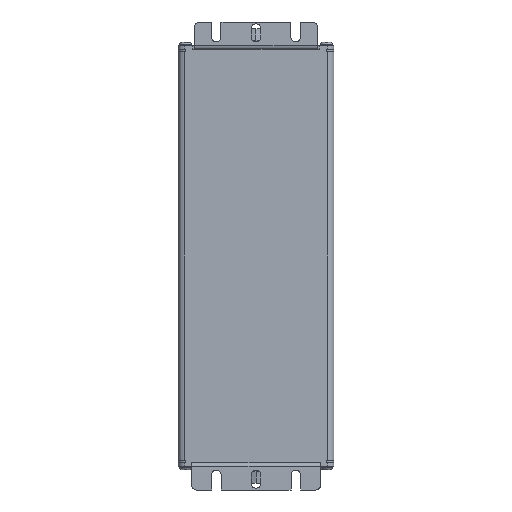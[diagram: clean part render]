
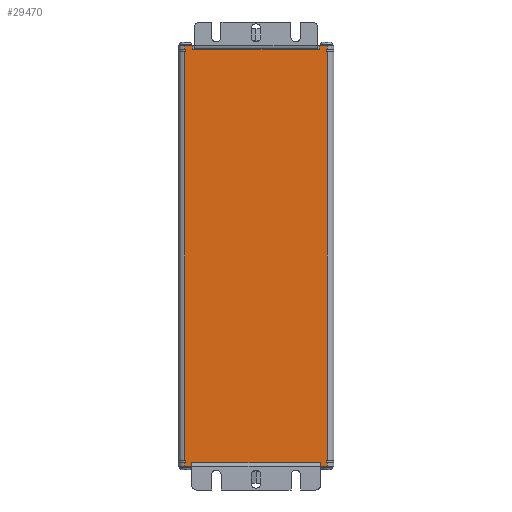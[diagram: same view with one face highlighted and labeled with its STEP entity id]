
A CAD part, front view. The second image highlights one B-rep face of the part: STEP entity #29470.
In plain terms, the highlighted planar face has unit normal (0, -1, 0).
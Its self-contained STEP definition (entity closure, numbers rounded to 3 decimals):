
#27030=CARTESIAN_POINT('',(31.3,-17.959,-90.));
#27040=DIRECTION('',(0.,0.,1.));
#27050=VECTOR('',#27040,1.);
#27060=LINE('',#27030,#27050);
#27070=CARTESIAN_POINT('',(31.3,-17.959,-90.));
#27080=VERTEX_POINT('',#27070);
#27090=CARTESIAN_POINT('',(31.3,-17.959,90.));
#27100=VERTEX_POINT('',#27090);
#27110=EDGE_CURVE('',#27080,#27100,#27060,.T.);
#27310=CARTESIAN_POINT('',(0.,-17.959,-90.));
#27320=DIRECTION('',(0.,-1.,0.));
#27330=DIRECTION('',(1.,0.,0.));
#27340=AXIS2_PLACEMENT_3D('',#27310,#27320,#27330);
#27350=PLANE('',#27340);
#27360=CARTESIAN_POINT('',(-31.3,-17.959,90.));
#27370=DIRECTION('',(0.,0.,-1.));
#27380=VECTOR('',#27370,1.);
#27390=LINE('',#27360,#27380);
#27400=CARTESIAN_POINT('',(-31.3,-17.959,90.));
#27410=VERTEX_POINT('',#27400);
#27420=CARTESIAN_POINT('',(-31.3,-17.959,-90.));
#27430=VERTEX_POINT('',#27420);
#27440=EDGE_CURVE('',#27410,#27430,#27390,.T.);
#27450=ORIENTED_EDGE('',*,*,#27440,.T.);
#27460=CARTESIAN_POINT('',(0.,-17.959,90.));
#27470=DIRECTION('',(-1.,0.,0.));
#27480=VECTOR('',#27470,1.);
#27490=LINE('',#27460,#27480);
#27500=CARTESIAN_POINT('',(-31.05,-17.959,90.));
#27510=VERTEX_POINT('',#27500);
#27520=EDGE_CURVE('',#27510,#27410,#27490,.T.);
#27530=ORIENTED_EDGE('',*,*,#27520,.T.);
#27540=CARTESIAN_POINT('',(-31.05,-17.959,91.));
#27550=DIRECTION('',(0.,0.,-1.));
#27560=VECTOR('',#27550,1.);
#27570=LINE('',#27540,#27560);
#27580=CARTESIAN_POINT('',(-31.05,-17.959,91.));
#27590=VERTEX_POINT('',#27580);
#27600=EDGE_CURVE('',#27590,#27510,#27570,.T.);
#27610=ORIENTED_EDGE('',*,*,#27600,.T.);
#27620=CARTESIAN_POINT('',(0.,-17.959,91.));
#27630=DIRECTION('',(1.,0.,0.));
#27640=VECTOR('',#27630,1.);
#27650=LINE('',#27620,#27640);
#27660=CARTESIAN_POINT('',(-31.314,-17.959,91.));
#27670=VERTEX_POINT('',#27660);
#27680=EDGE_CURVE('',#27670,#27590,#27650,.T.);
#27690=ORIENTED_EDGE('',*,*,#27680,.T.);
#27700=CARTESIAN_POINT('',(-31.314,-17.959,92.5));
#27710=DIRECTION('',(0.,0.,-1.));
#27720=VECTOR('',#27710,1.);
#27730=LINE('',#27700,#27720);
#27740=CARTESIAN_POINT('',(-31.314,-17.959,92.5));
#27750=VERTEX_POINT('',#27740);
#27760=EDGE_CURVE('',#27750,#27670,#27730,.T.);
#27770=ORIENTED_EDGE('',*,*,#27760,.T.);
#27780=CARTESIAN_POINT('',(-27.914,-17.959,92.5));
#27790=DIRECTION('',(-1.,0.,0.));
#27800=VECTOR('',#27790,1.);
#27810=LINE('',#27780,#27800);
#27820=CARTESIAN_POINT('',(-27.914,-17.959,92.5));
#27830=VERTEX_POINT('',#27820);
#27840=EDGE_CURVE('',#27830,#27750,#27810,.T.);
#27850=ORIENTED_EDGE('',*,*,#27840,.T.);
#27860=CARTESIAN_POINT('',(-27.914,-17.959,91.));
#27870=DIRECTION('',(0.,0.,1.));
#27880=VECTOR('',#27870,1.);
#27890=LINE('',#27860,#27880);
#27900=CARTESIAN_POINT('',(-27.914,-17.959,91.));
#27910=VERTEX_POINT('',#27900);
#27920=EDGE_CURVE('',#27910,#27830,#27890,.T.);
#27930=ORIENTED_EDGE('',*,*,#27920,.T.);
#27940=CARTESIAN_POINT('',(31.05,-17.959,91.));
#27950=DIRECTION('',(-1.,0.,0.));
#27960=VECTOR('',#27950,1.);
#27970=LINE('',#27940,#27960);
#27980=CARTESIAN_POINT('',(27.886,-17.959,91.));
#27990=VERTEX_POINT('',#27980);
#28000=EDGE_CURVE('',#27990,#27910,#27970,.T.);
#28010=ORIENTED_EDGE('',*,*,#28000,.T.);
#28020=CARTESIAN_POINT('',(27.886,-17.959,91.));
#28030=DIRECTION('',(0.,0.,1.));
#28040=VECTOR('',#28030,1.);
#28050=LINE('',#28020,#28040);
#28060=CARTESIAN_POINT('',(27.886,-17.959,92.5));
#28070=VERTEX_POINT('',#28060);
#28080=EDGE_CURVE('',#27990,#28070,#28050,.T.);
#28090=ORIENTED_EDGE('',*,*,#28080,.F.);
#28100=CARTESIAN_POINT('',(31.286,-17.959,92.5));
#28110=DIRECTION('',(-1.,0.,0.));
#28120=VECTOR('',#28110,1.);
#28130=LINE('',#28100,#28120);
#28140=CARTESIAN_POINT('',(31.286,-17.959,92.5));
#28150=VERTEX_POINT('',#28140);
#28160=EDGE_CURVE('',#28150,#28070,#28130,.T.);
#28170=ORIENTED_EDGE('',*,*,#28160,.T.);
#28180=CARTESIAN_POINT('',(31.286,-17.959,91.));
#28190=DIRECTION('',(0.,0.,1.));
#28200=VECTOR('',#28190,1.);
#28210=LINE('',#28180,#28200);
#28220=CARTESIAN_POINT('',(31.286,-17.959,91.));
#28230=VERTEX_POINT('',#28220);
#28240=EDGE_CURVE('',#28230,#28150,#28210,.T.);
#28250=ORIENTED_EDGE('',*,*,#28240,.T.);
#28260=CARTESIAN_POINT('',(0.,-17.959,91.));
#28270=DIRECTION('',(1.,0.,0.));
#28280=VECTOR('',#28270,1.);
#28290=LINE('',#28260,#28280);
#28300=CARTESIAN_POINT('',(31.05,-17.959,91.));
#28310=VERTEX_POINT('',#28300);
#28320=EDGE_CURVE('',#28310,#28230,#28290,.T.);
#28330=ORIENTED_EDGE('',*,*,#28320,.T.);
#28340=CARTESIAN_POINT('',(31.05,-17.959,90.));
#28350=DIRECTION('',(0.,0.,1.));
#28360=VECTOR('',#28350,1.);
#28370=LINE('',#28340,#28360);
#28380=CARTESIAN_POINT('',(31.05,-17.959,90.));
#28390=VERTEX_POINT('',#28380);
#28400=EDGE_CURVE('',#28390,#28310,#28370,.T.);
#28410=ORIENTED_EDGE('',*,*,#28400,.T.);
#28420=EDGE_CURVE('',#27100,#28390,#27490,.T.);
#28430=ORIENTED_EDGE('',*,*,#28420,.T.);
#28440=ORIENTED_EDGE('',*,*,#27110,.T.);
#28450=CARTESIAN_POINT('',(0.,-17.959,-90.));
#28460=DIRECTION('',(1.,0.,0.));
#28470=VECTOR('',#28460,1.);
#28480=LINE('',#28450,#28470);
#28490=CARTESIAN_POINT('',(31.05,-17.959,-90.));
#28500=VERTEX_POINT('',#28490);
#28510=EDGE_CURVE('',#28500,#27080,#28480,.T.);
#28520=ORIENTED_EDGE('',*,*,#28510,.T.);
#28530=CARTESIAN_POINT('',(31.05,-17.959,-91.));
#28540=DIRECTION('',(0.,0.,1.));
#28550=VECTOR('',#28540,1.);
#28560=LINE('',#28530,#28550);
#28570=CARTESIAN_POINT('',(31.05,-17.959,-91.));
#28580=VERTEX_POINT('',#28570);
#28590=EDGE_CURVE('',#28580,#28500,#28560,.T.);
#28600=ORIENTED_EDGE('',*,*,#28590,.T.);
#28610=CARTESIAN_POINT('',(31.05,-14.709,-91.));
#28620=DIRECTION('',(0.,0.,-1.));
#28630=DIRECTION('',(-1.,0.,0.));
#28640=AXIS2_PLACEMENT_3D('',#28610,#28620,#28630);
#28650=CIRCLE('',#28640,3.25);
#28660=CARTESIAN_POINT('',(31.314,-17.949,-91.));
#28670=VERTEX_POINT('',#28660);
#28680=EDGE_CURVE('',#28670,#28580,#28650,.T.);
#28690=ORIENTED_EDGE('',*,*,#28680,.T.);
#28700=CARTESIAN_POINT('',(31.314,-17.959,-92.5));
#28710=DIRECTION('',(0.,0.,1.));
#28720=VECTOR('',#28710,1.);
#28730=LINE('',#28700,#28720);
#28740=CARTESIAN_POINT('',(31.314,-17.959,-92.5));
#28750=VERTEX_POINT('',#28740);
#28760=EDGE_CURVE('',#28750,#28670,#28730,.T.);
#28770=ORIENTED_EDGE('',*,*,#28760,.T.);
#28780=CARTESIAN_POINT('',(28.314,-17.959,-92.5));
#28790=DIRECTION('',(1.,0.,0.));
#28800=VECTOR('',#28790,1.);
#28810=LINE('',#28780,#28800);
#28820=CARTESIAN_POINT('',(28.314,-17.959,-92.5));
#28830=VERTEX_POINT('',#28820);
#28840=EDGE_CURVE('',#28830,#28750,#28810,.T.);
#28850=ORIENTED_EDGE('',*,*,#28840,.T.);
#28860=CARTESIAN_POINT('',(28.314,-17.959,-91.));
#28870=DIRECTION('',(0.,0.,-1.));
#28880=VECTOR('',#28870,1.);
#28890=LINE('',#28860,#28880);
#28900=CARTESIAN_POINT('',(28.314,-17.959,-91.));
#28910=VERTEX_POINT('',#28900);
#28920=EDGE_CURVE('',#28910,#28830,#28890,.T.);
#28930=ORIENTED_EDGE('',*,*,#28920,.T.);
#28940=CARTESIAN_POINT('',(-31.05,-17.959,-91.));
#28950=DIRECTION('',(1.,0.,0.));
#28960=VECTOR('',#28950,1.);
#28970=LINE('',#28940,#28960);
#28980=CARTESIAN_POINT('',(-28.286,-17.959,-91.));
#28990=VERTEX_POINT('',#28980);
#29000=EDGE_CURVE('',#28990,#28910,#28970,.T.);
#29010=ORIENTED_EDGE('',*,*,#29000,.T.);
#29020=CARTESIAN_POINT('',(-28.286,-17.959,-91.));
#29030=DIRECTION('',(0.,0.,-1.));
#29040=VECTOR('',#29030,1.);
#29050=LINE('',#29020,#29040);
#29060=CARTESIAN_POINT('',(-28.286,-17.959,-92.5));
#29070=VERTEX_POINT('',#29060);
#29080=EDGE_CURVE('',#28990,#29070,#29050,.T.);
#29090=ORIENTED_EDGE('',*,*,#29080,.F.);
#29100=CARTESIAN_POINT('',(-31.286,-17.959,-92.5));
#29110=DIRECTION('',(1.,0.,0.));
#29120=VECTOR('',#29110,1.);
#29130=LINE('',#29100,#29120);
#29140=CARTESIAN_POINT('',(-31.286,-17.959,-92.5));
#29150=VERTEX_POINT('',#29140);
#29160=EDGE_CURVE('',#29150,#29070,#29130,.T.);
#29170=ORIENTED_EDGE('',*,*,#29160,.T.);
#29180=CARTESIAN_POINT('',(-31.286,-17.959,-91.));
#29190=DIRECTION('',(0.,0.,-1.));
#29200=VECTOR('',#29190,1.);
#29210=LINE('',#29180,#29200);
#29220=CARTESIAN_POINT('',(-31.285,-17.951,-91.));
#29230=VERTEX_POINT('',#29220);
#29240=EDGE_CURVE('',#29230,#29150,#29210,.T.);
#29250=ORIENTED_EDGE('',*,*,#29240,.T.);
#29260=CARTESIAN_POINT('',(-31.05,-14.709,-91.));
#29270=DIRECTION('',(0.,0.,-1.));
#29280=DIRECTION('',(-1.,0.,0.));
#29290=AXIS2_PLACEMENT_3D('',#29260,#29270,#29280);
#29300=CIRCLE('',#29290,3.25);
#29310=CARTESIAN_POINT('',(-31.05,-17.959,-91.));
#29320=VERTEX_POINT('',#29310);
#29330=EDGE_CURVE('',#29320,#29230,#29300,.T.);
#29340=ORIENTED_EDGE('',*,*,#29330,.T.);
#29350=CARTESIAN_POINT('',(-31.05,-17.959,-90.));
#29360=DIRECTION('',(0.,0.,-1.));
#29370=VECTOR('',#29360,1.);
#29380=LINE('',#29350,#29370);
#29390=CARTESIAN_POINT('',(-31.05,-17.959,-90.));
#29400=VERTEX_POINT('',#29390);
#29410=EDGE_CURVE('',#29400,#29320,#29380,.T.);
#29420=ORIENTED_EDGE('',*,*,#29410,.T.);
#29430=EDGE_CURVE('',#27430,#29400,#28480,.T.);
#29440=ORIENTED_EDGE('',*,*,#29430,.T.);
#29450=EDGE_LOOP('',(#29440,#29420,#29340,#29250,#29170,#29090,#29010,
#28930,#28850,#28770,#28690,#28600,#28520,#28440,#28430,#28410,#28330,
#28250,#28170,#28090,#28010,#27930,#27850,#27770,#27690,#27610,#27530,
#27450));
#29460=FACE_OUTER_BOUND('',#29450,.T.);
#29470=ADVANCED_FACE('',(#29460),#27350,.T.);
